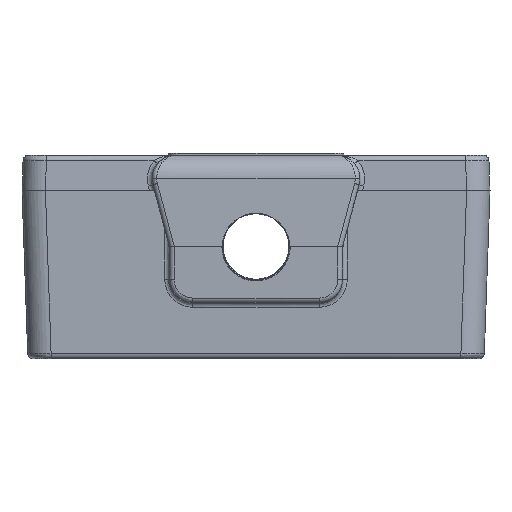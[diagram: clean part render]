
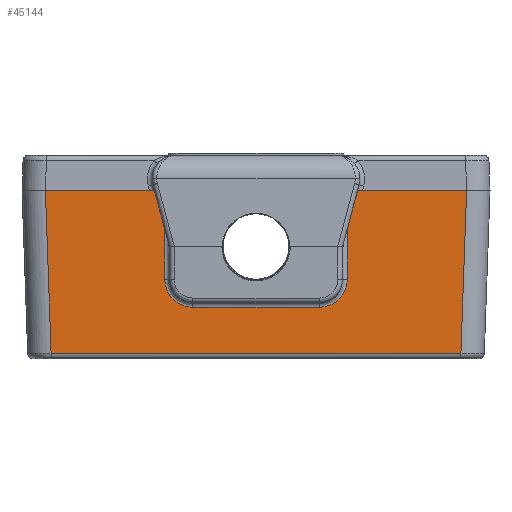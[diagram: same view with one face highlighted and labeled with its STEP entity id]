
A CAD part, left-side view. The second image highlights one B-rep face of the part: STEP entity #45144.
In plain terms, the highlighted planar face has unit normal (-1, 0, -0.018).
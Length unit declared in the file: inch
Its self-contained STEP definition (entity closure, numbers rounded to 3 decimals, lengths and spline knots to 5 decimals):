
#1418 = EDGE_CURVE ( 'NONE', #115159, #18966, #216185, .T. ) ;
#4259 = VERTEX_POINT ( 'NONE', #36021 ) ;
#9546 = CARTESIAN_POINT ( 'NONE',  ( -2.2641, -0.3375, -0.20206 ) ) ;
#10745 = CARTESIAN_POINT ( 'NONE',  ( -2.2641, -0.35714, -0.20203 ) ) ;
#11119 = ORIENTED_EDGE ( 'NONE', *, *, #183917, .F. ) ;
#11945 = CARTESIAN_POINT ( 'NONE',  ( -2.2654, -0.46858, -0.12761 ) ) ;
#14464 = VECTOR ( 'NONE', #105596, 39.37008 ) ;
#15912 = CARTESIAN_POINT ( 'NONE',  ( -2.26637, 0.48746, -0.0717 ) ) ;
#17631 = EDGE_CURVE ( 'NONE', #192003, #179271, #123695, .T. ) ;
#17727 = CARTESIAN_POINT ( 'NONE',  ( -2.2641, -0.3375, -0.20206 ) ) ;
#17975 = ORIENTED_EDGE ( 'NONE', *, *, #143477, .F. ) ;
#18966 = VERTEX_POINT ( 'NONE', #104021 ) ;
#19503 = CARTESIAN_POINT ( 'NONE',  ( -2.2654, 0.46861, -0.12763 ) ) ;
#24630 = DIRECTION ( 'NONE',  ( 0., -1., 0. ) ) ;
#25812 = CARTESIAN_POINT ( 'NONE',  ( -2.275, -1.125, 0.4225 ) ) ;
#35749 = CARTESIAN_POINT ( 'NONE',  ( -2.25184, -1.07867, -0.90408 ) ) ;
#36021 = CARTESIAN_POINT ( 'NONE',  ( -2.275, -0.4875, 0.4225 ) ) ;
#39453 = EDGE_CURVE ( 'NONE', #218304, #118229, #148503, .T. ) ;
#45144 = ADVANCED_FACE ( 'NONE', ( #232999 ), #145522, .F. ) ;
#53104 = CARTESIAN_POINT ( 'NONE',  ( -2.2641, 0.35713, -0.20207 ) ) ;
#53297 = CARTESIAN_POINT ( 'NONE',  ( -2.25161, -1.375, -0.91765 ) ) ;
#55413 = CARTESIAN_POINT ( 'NONE',  ( -2.2598, -0.6875, -0.44802 ) ) ;
#60003 = LINE ( 'NONE', #62345, #156288 ) ;
#61423 = ORIENTED_EDGE ( 'NONE', *, *, #217210, .F. ) ;
#62345 = CARTESIAN_POINT ( 'NONE',  ( -2.25161, -0.4875, -0.91765 ) ) ;
#62519 = VERTEX_POINT ( 'NONE', #25812 ) ;
#63808 = DIRECTION ( 'NONE',  ( 0., -1., 0. ) ) ;
#64740 = CARTESIAN_POINT ( 'NONE',  ( -2.26462, -0.42967, -0.17199 ) ) ;
#69737 = CARTESIAN_POINT ( 'NONE',  ( -2.275, -1.375, 0.4225 ) ) ;
#72418 = EDGE_CURVE ( 'NONE', #4259, #62519, #227913, .T. ) ;
#72661 = CARTESIAN_POINT ( 'NONE',  ( -2.25161, 0.4875, -0.91765 ) ) ;
#75672 = CARTESIAN_POINT ( 'NONE',  ( -2.2598, -1.0946, -0.44802 ) ) ;
#78876 = AXIS2_PLACEMENT_3D ( 'NONE', #53297, #123929, #109496 ) ;
#80797 = EDGE_CURVE ( 'NONE', #198942, #115159, #236703, .T. ) ;
#82897 = EDGE_LOOP ( 'NONE', ( #113662, #61423, #214858, #11119, #170947, #17975, #131127, #141501, #185368, #172955 ) ) ;
#83901 = CARTESIAN_POINT ( 'NONE',  ( -2.26511, -0.45745, -0.14424 ) ) ;
#87238 = LINE ( 'NONE', #126718, #166123 ) ;
#89025 = CARTESIAN_POINT ( 'NONE',  ( -2.26462, 0.42968, -0.17202 ) ) ;
#89612 = DIRECTION ( 'NONE',  ( -0.017, 0.035, 0.999 ) ) ;
#93314 = LINE ( 'NONE', #111287, #139212 ) ;
#104021 = CARTESIAN_POINT ( 'NONE',  ( -2.2641, 0.3375, -0.20206 ) ) ;
#104155 = CARTESIAN_POINT ( 'NONE',  ( -2.26443, -0.41306, -0.18317 ) ) ;
#105596 = DIRECTION ( 'NONE',  ( 0., -1., 0. ) ) ;
#106955 = CARTESIAN_POINT ( 'NONE',  ( -2.26443, 0.41305, -0.18314 ) ) ;
#108738 = DIRECTION ( 'NONE',  ( 0.017, 0.035, -0.999 ) ) ;
#109278 = DIRECTION ( 'NONE',  ( 0., 1., 0. ) ) ;
#109496 = DIRECTION ( 'NONE',  ( 0.017, 0., -1. ) ) ;
#109911 = LINE ( 'NONE', #35749, #121626 ) ;
#111287 = CARTESIAN_POINT ( 'NONE',  ( -2.2641, -1.375, -0.20206 ) ) ;
#113662 = ORIENTED_EDGE ( 'NONE', *, *, #208982, .F. ) ;
#115159 = VERTEX_POINT ( 'NONE', #236738 ) ;
#118229 = VERTEX_POINT ( 'NONE', #148712 ) ;
#121626 = VECTOR ( 'NONE', #108738, 39.37008 ) ;
#123695 = LINE ( 'NONE', #55413, #127294 ) ;
#123929 = DIRECTION ( 'NONE',  ( 1., 0., 0.017 ) ) ;
#124928 = CARTESIAN_POINT ( 'NONE',  ( -2.26417, 0.37676, -0.19816 ) ) ;
#126718 = CARTESIAN_POINT ( 'NONE',  ( -2.2598, 1.0946, -0.44802 ) ) ;
#127294 = VECTOR ( 'NONE', #109278, 39.37008 ) ;
#127321 = CARTESIAN_POINT ( 'NONE',  ( -2.26511, 0.45743, -0.14423 ) ) ;
#129685 = CARTESIAN_POINT ( 'NONE',  ( -2.26672, 0.4875, -0.05206 ) ) ;
#131127 = ORIENTED_EDGE ( 'NONE', *, *, #39453, .F. ) ;
#134480 = CARTESIAN_POINT ( 'NONE',  ( -2.275, -1.375, 0.4225 ) ) ;
#135358 = DIRECTION ( 'NONE',  ( -0.017, 0., 1. ) ) ;
#138966 = CARTESIAN_POINT ( 'NONE',  ( -2.26417, -0.37677, -0.19816 ) ) ;
#139212 = VECTOR ( 'NONE', #24630, 39.37008 ) ;
#139341 = CARTESIAN_POINT ( 'NONE',  ( -2.275, 1.125, 0.4225 ) ) ;
#141501 = ORIENTED_EDGE ( 'NONE', *, *, #223677, .F. ) ;
#143477 = EDGE_CURVE ( 'NONE', #118229, #4259, #60003, .T. ) ;
#145522 = PLANE ( 'NONE',  #78876 ) ;
#145682 = DIRECTION ( 'NONE',  ( 0.017, 0., -1. ) ) ;
#148503 = B_SPLINE_CURVE_WITH_KNOTS ( 'NONE', 3,
 ( #9546, #10745, #138966, #104155, #64740, #83901, #11945, #230024, #156948, #195297 ),
 .UNSPECIFIED., .F., .F.,
 ( 4, 2, 2, 2, 4 ),
 ( 0., 0.25, 0.5, 0.75, 1. ),
 .UNSPECIFIED. ) ;
#148712 = CARTESIAN_POINT ( 'NONE',  ( -2.26672, -0.4875, -0.05206 ) ) ;
#150311 = VECTOR ( 'NONE', #145682, 39.37008 ) ;
#156288 = VECTOR ( 'NONE', #135358, 39.37008 ) ;
#156948 = CARTESIAN_POINT ( 'NONE',  ( -2.26637, -0.4875, -0.0717 ) ) ;
#165087 = VERTEX_POINT ( 'NONE', #139341 ) ;
#166123 = VECTOR ( 'NONE', #89612, 39.37008 ) ;
#170947 = ORIENTED_EDGE ( 'NONE', *, *, #72418, .F. ) ;
#172955 = ORIENTED_EDGE ( 'NONE', *, *, #80797, .F. ) ;
#179271 = VERTEX_POINT ( 'NONE', #207450 ) ;
#183917 = EDGE_CURVE ( 'NONE', #62519, #192003, #109911, .T. ) ;
#185368 = ORIENTED_EDGE ( 'NONE', *, *, #1418, .F. ) ;
#192003 = VERTEX_POINT ( 'NONE', #75672 ) ;
#195297 = CARTESIAN_POINT ( 'NONE',  ( -2.26672, -0.4875, -0.05206 ) ) ;
#198064 = CARTESIAN_POINT ( 'NONE',  ( -2.2641, 0.3375, -0.20206 ) ) ;
#198942 = VERTEX_POINT ( 'NONE', #207129 ) ;
#200273 = LINE ( 'NONE', #69737, #14464 ) ;
#207129 = CARTESIAN_POINT ( 'NONE',  ( -2.275, 0.4875, 0.4225 ) ) ;
#207450 = CARTESIAN_POINT ( 'NONE',  ( -2.25977, 1.0946, -0.44802 ) ) ;
#208982 = EDGE_CURVE ( 'NONE', #165087, #198942, #200273, .T. ) ;
#214858 = ORIENTED_EDGE ( 'NONE', *, *, #17631, .F. ) ;
#216185 = B_SPLINE_CURVE_WITH_KNOTS ( 'NONE', 3,
 ( #129685, #15912, #217220, #19503, #127321, #89025, #106955, #124928, #53104, #198064 ),
 .UNSPECIFIED., .F., .F.,
 ( 4, 2, 2, 2, 4 ),
 ( 0., 0.25, 0.5, 0.75, 1. ),
 .UNSPECIFIED. ) ;
#217210 = EDGE_CURVE ( 'NONE', #179271, #165087, #87238, .T. ) ;
#217220 = CARTESIAN_POINT ( 'NONE',  ( -2.26603, 0.4836, -0.09133 ) ) ;
#218304 = VERTEX_POINT ( 'NONE', #17727 ) ;
#223677 = EDGE_CURVE ( 'NONE', #18966, #218304, #93314, .T. ) ;
#227913 = LINE ( 'NONE', #134480, #232462 ) ;
#230024 = CARTESIAN_POINT ( 'NONE',  ( -2.26603, -0.4836, -0.09132 ) ) ;
#232462 = VECTOR ( 'NONE', #63808, 39.37008 ) ;
#232999 = FACE_OUTER_BOUND ( 'NONE', #82897, .T. ) ;
#236703 = LINE ( 'NONE', #72661, #150311 ) ;
#236738 = CARTESIAN_POINT ( 'NONE',  ( -2.26672, 0.4875, -0.05206 ) ) ;
